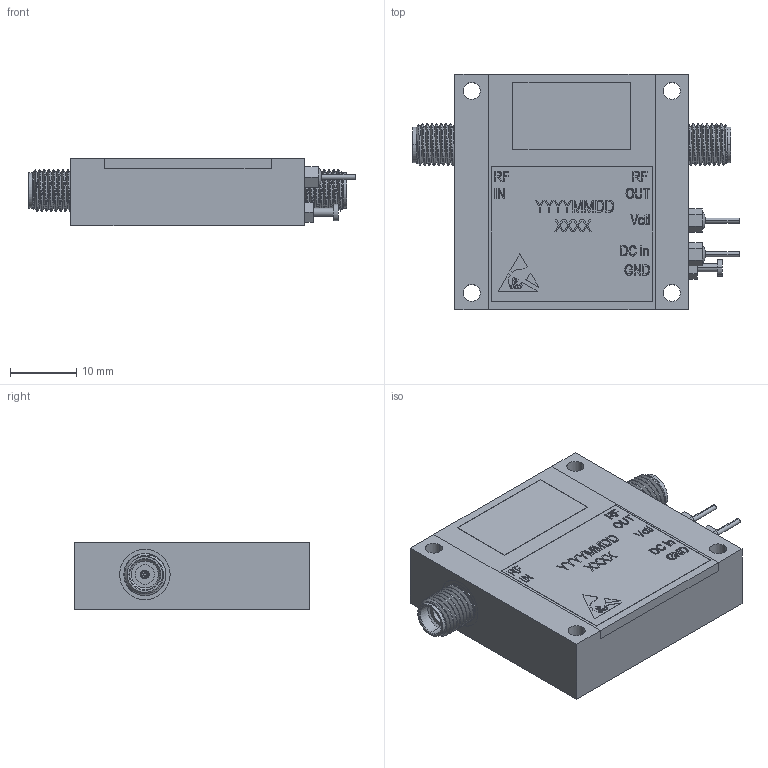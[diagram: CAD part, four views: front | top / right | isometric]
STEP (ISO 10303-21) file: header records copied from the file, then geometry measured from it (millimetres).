
FILE_DESCRIPTION (( 'STEP AP203' ), '1' );
FILE_NAME ('FMAM7012.step', '2020-09-08T20:41:48', ( '' ), ( '' ), 'SwSTEP 2.0', 'SolidWorks 2018', '' );
FILE_SCHEMA (( 'CONFIG_CONTROL_DESIGN' ));
Length unit declared in the file: inch
Products named in the file (1): FMAM7012
Bounding box: 49.28 x 35.56 x 10.21 mm (x, y, z)
Volume: 12876.6 mm3; surface area: 4898.7 mm2
Topology: 1 solids, 1 shells, 663 faces, 1760 edges, 1166 vertices
Faces by surface type: plane 421, bspline 137, cylinder 81, cone 20, sphere 4
Entity records: 28781 total; most frequent: CARTESIAN_POINT 13239, ORIENTED_EDGE 3520, DIRECTION 2596, EDGE_CURVE 1760, VECTOR 1262, LINE 1262, VERTEX_POINT 1166, EDGE_LOOP 738
